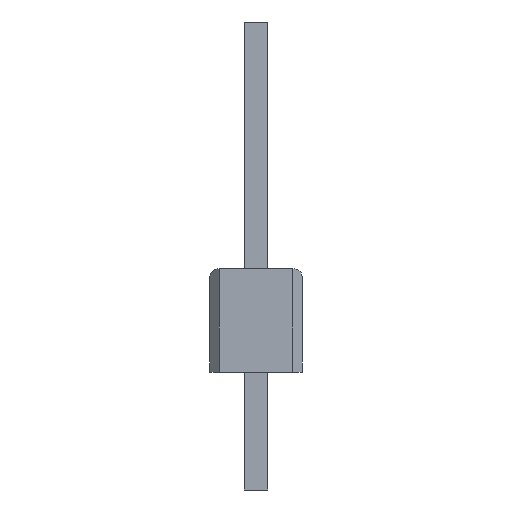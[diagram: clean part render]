
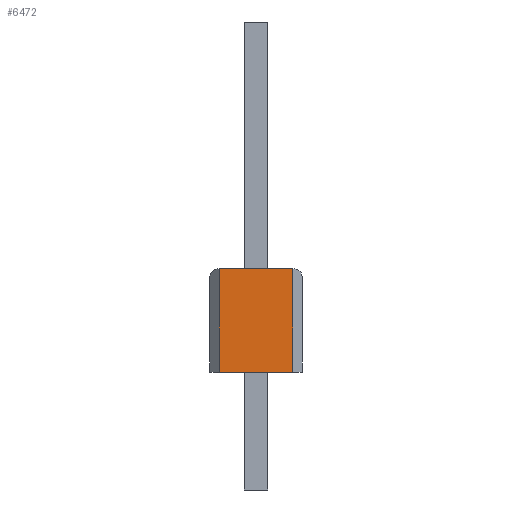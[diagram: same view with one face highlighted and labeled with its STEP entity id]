
A CAD part, left-side view. The second image highlights one B-rep face of the part: STEP entity #6472.
In plain terms, the highlighted planar face has unit normal (-1, 0, 0).
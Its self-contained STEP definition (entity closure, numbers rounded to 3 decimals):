
#134=DIRECTION('',(0.,0.,-1.));
#135=VECTOR('',#134,2.8);
#136=CARTESIAN_POINT('',(-30.48,1.,0.));
#137=LINE('',#136,#135);
#138=DIRECTION('',(0.,-1.,0.));
#139=VECTOR('',#138,2.);
#140=CARTESIAN_POINT('',(-30.48,1.,0.));
#141=LINE('',#140,#139);
#142=DIRECTION('',(0.,0.,-1.));
#143=VECTOR('',#142,2.8);
#144=CARTESIAN_POINT('',(-30.48,-1.,0.));
#145=LINE('',#144,#143);
#154=DIRECTION('',(0.,-1.,0.));
#155=VECTOR('',#154,2.);
#156=CARTESIAN_POINT('',(-30.48,1.,-2.8));
#157=LINE('',#156,#155);
#5182=CARTESIAN_POINT('',(-30.48,1.,0.));
#5183=CARTESIAN_POINT('',(-30.48,-1.,0.));
#5184=VERTEX_POINT('',#5182);
#5185=VERTEX_POINT('',#5183);
#5284=CARTESIAN_POINT('',(-30.48,1.,-2.8));
#5285=VERTEX_POINT('',#5284);
#5286=CARTESIAN_POINT('',(-30.48,-1.,-2.8));
#5287=VERTEX_POINT('',#5286);
#6457=CARTESIAN_POINT('',(-30.48,0.,0.));
#6458=DIRECTION('',(1.,0.,0.));
#6459=DIRECTION('',(0.,0.,-1.));
#6460=AXIS2_PLACEMENT_3D('',#6457,#6458,#6459);
#6461=PLANE('',#6460);
#6463=ORIENTED_EDGE('',*,*,#6462,.F.);
#6465=ORIENTED_EDGE('',*,*,#6464,.F.);
#6467=ORIENTED_EDGE('',*,*,#6466,.T.);
#6469=ORIENTED_EDGE('',*,*,#6468,.T.);
#6470=EDGE_LOOP('',(#6463,#6465,#6467,#6469));
#6471=FACE_OUTER_BOUND('',#6470,.F.);
#6462=EDGE_CURVE('',#5285,#5287,#157,.T.);
#6464=EDGE_CURVE('',#5184,#5285,#137,.T.);
#6466=EDGE_CURVE('',#5184,#5185,#141,.T.);
#6468=EDGE_CURVE('',#5185,#5287,#145,.T.);
#6472=ADVANCED_FACE('',(#6471),#6461,.F.);
